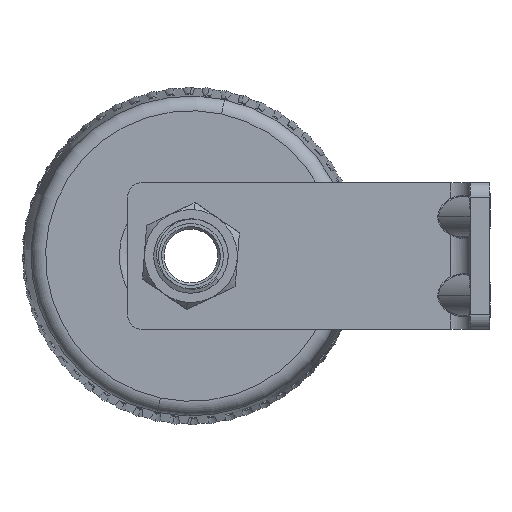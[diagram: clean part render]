
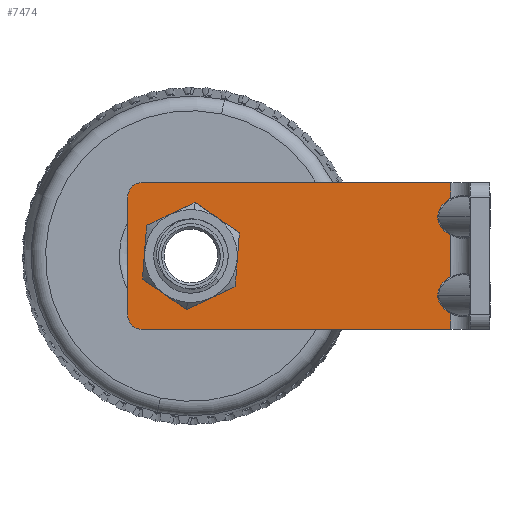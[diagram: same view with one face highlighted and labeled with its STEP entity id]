
A CAD part, front view. The second image highlights one B-rep face of the part: STEP entity #7474.
In plain terms, the highlighted planar face has unit normal (0, -1, 0).
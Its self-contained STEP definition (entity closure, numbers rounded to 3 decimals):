
#50 = CIRCLE ( 'NONE', #5301, 3. ) ;
#56 = DIRECTION ( 'NONE',  ( 0., -1., 0. ) ) ;
#368 = CARTESIAN_POINT ( 'NONE',  ( 0.285, 48.474, 17.152 ) ) ;
#377 = CARTESIAN_POINT ( 'NONE',  ( 2.937, 48.474, 14.887 ) ) ;
#500 = FACE_OUTER_BOUND ( 'NONE', #8195, .T. ) ;
#781 = VERTEX_POINT ( 'NONE', #13267 ) ;
#864 = VERTEX_POINT ( 'NONE', #10068 ) ;
#870 = CIRCLE ( 'NONE', #15759, 3. ) ;
#1100 = VERTEX_POINT ( 'NONE', #377 ) ;
#1126 =( BOUNDED_CURVE ( )  B_SPLINE_CURVE ( 3, ( #1550, #1389, #5538, #4075 ),
 .UNSPECIFIED., .F., .T. ) 
 B_SPLINE_CURVE_WITH_KNOTS ( ( 4, 4 ),
 ( 5.366, 6.283 ),
 .UNSPECIFIED. ) 
 CURVE ( )  GEOMETRIC_REPRESENTATION_ITEM ( )  RATIONAL_B_SPLINE_CURVE ( ( 1., 0.931, 0.931, 1. ) ) 
 REPRESENTATION_ITEM ( '' )  );
#1232 = CARTESIAN_POINT ( 'NONE',  ( -50.142, 48.474, 10.658 ) ) ;
#1389 = CARTESIAN_POINT ( 'NONE',  ( 1.234, 48.474, -0.198 ) ) ;
#1550 = CARTESIAN_POINT ( 'NONE',  ( 2.937, 48.474, -1.113 ) ) ;
#1609 = ORIENTED_EDGE ( 'NONE', *, *, #16082, .F. ) ;
#1662 = EDGE_CURVE ( 'NONE', #3681, #6680, #4316, .T. ) ;
#1690 = VERTEX_POINT ( 'NONE', #11635 ) ;
#1914 = CARTESIAN_POINT ( 'NONE',  ( 2.937, 48.474, 6.43 ) ) ;
#1964 = EDGE_CURVE ( 'NONE', #1100, #6680, #11491, .T. ) ;
#1983 = VECTOR ( 'NONE', #3348, 1000. ) ;
#2347 = CARTESIAN_POINT ( 'NONE',  ( -63.063, 48.474, -1.342 ) ) ;
#2354 = VERTEX_POINT ( 'NONE', #7700 ) ;
#2908 = VERTEX_POINT ( 'NONE', #13877 ) ;
#2958 = CIRCLE ( 'NONE', #13697, 7.75 ) ;
#2988 =( BOUNDED_CURVE ( )  B_SPLINE_CURVE ( 3, ( #12448, #6000, #5915, #11154 ),
 .UNSPECIFIED., .F., .T. ) 
 B_SPLINE_CURVE_WITH_KNOTS ( ( 4, 4 ),
 ( 0., 0.917 ),
 .UNSPECIFIED. ) 
 CURVE ( )  GEOMETRIC_REPRESENTATION_ITEM ( )  RATIONAL_B_SPLINE_CURVE ( ( 1., 0.931, 0.931, 1. ) ) 
 REPRESENTATION_ITEM ( '' )  );
#3096 = CARTESIAN_POINT ( 'NONE',  ( -59.063, 48.474, 25.658 ) ) ;
#3273 = DIRECTION ( 'NONE',  ( -1., 0., 0. ) ) ;
#3305 = CARTESIAN_POINT ( 'NONE',  ( 0.285, 48.474, 18.658 ) ) ;
#3309 = ORIENTED_EDGE ( 'NONE', *, *, #11023, .F. ) ;
#3322 = CARTESIAN_POINT ( 'NONE',  ( -59.063, 48.474, 25.658 ) ) ;
#3348 = DIRECTION ( 'NONE',  ( 0., 0., -1. ) ) ;
#3539 = VECTOR ( 'NONE', #11637, 1000. ) ;
#3617 = CARTESIAN_POINT ( 'NONE',  ( -50.142, 48.474, 10.658 ) ) ;
#3681 = VERTEX_POINT ( 'NONE', #12210 ) ;
#3703 = ORIENTED_EDGE ( 'NONE', *, *, #7588, .T. ) ;
#3820 = VERTEX_POINT ( 'NONE', #14094 ) ;
#3950 = VERTEX_POINT ( 'NONE', #12536 ) ;
#4063 = EDGE_CURVE ( 'NONE', #1100, #3950, #4220, .T. ) ;
#4075 = CARTESIAN_POINT ( 'NONE',  ( 0.285, 48.474, 2.658 ) ) ;
#4130 = DIRECTION ( 'NONE',  ( 0., -1., 0. ) ) ;
#4220 =( BOUNDED_CURVE ( )  B_SPLINE_CURVE ( 3, ( #7036, #8258, #368, #3305 ),
 .UNSPECIFIED., .F., .T. ) 
 B_SPLINE_CURVE_WITH_KNOTS ( ( 4, 4 ),
 ( 5.366, 6.283 ),
 .UNSPECIFIED. ) 
 CURVE ( )  GEOMETRIC_REPRESENTATION_ITEM ( )  RATIONAL_B_SPLINE_CURVE ( ( 1., 0.931, 0.931, 1. ) ) 
 REPRESENTATION_ITEM ( '' )  );
#4316 =( BOUNDED_CURVE ( )  B_SPLINE_CURVE ( 3, ( #13272, #15861, #14482, #10261 ),
 .UNSPECIFIED., .F., .T. ) 
 B_SPLINE_CURVE_WITH_KNOTS ( ( 4, 4 ),
 ( 0., 0.917 ),
 .UNSPECIFIED. ) 
 CURVE ( )  GEOMETRIC_REPRESENTATION_ITEM ( )  RATIONAL_B_SPLINE_CURVE ( ( 1., 0.931, 0.931, 1. ) ) 
 REPRESENTATION_ITEM ( '' )  );
#4402 = CARTESIAN_POINT ( 'NONE',  ( 2.937, 48.474, 25.658 ) ) ;
#4474 = VERTEX_POINT ( 'NONE', #9936 ) ;
#4542 = DIRECTION ( 'NONE',  ( 0., 0., -1. ) ) ;
#4643 = CARTESIAN_POINT ( 'NONE',  ( -50.142, 48.474, 18.408 ) ) ;
#5011 = CARTESIAN_POINT ( 'NONE',  ( -59.063, 48.474, -4.342 ) ) ;
#5301 = AXIS2_PLACEMENT_3D ( 'NONE', #11798, #56, #13337 ) ;
#5405 = CARTESIAN_POINT ( 'NONE',  ( -50.142, 48.474, 2.908 ) ) ;
#5478 = EDGE_CURVE ( 'NONE', #3950, #1690, #2988, .T. ) ;
#5538 = CARTESIAN_POINT ( 'NONE',  ( 0.285, 48.474, 1.152 ) ) ;
#5542 = ORIENTED_EDGE ( 'NONE', *, *, #4063, .T. ) ;
#5600 = VERTEX_POINT ( 'NONE', #2347 ) ;
#5754 = DIRECTION ( 'NONE',  ( -1., 0., 0. ) ) ;
#5915 = CARTESIAN_POINT ( 'NONE',  ( 1.234, 48.474, 21.514 ) ) ;
#6000 = CARTESIAN_POINT ( 'NONE',  ( 0.285, 48.474, 20.164 ) ) ;
#6139 = DIRECTION ( 'NONE',  ( 0., 1., 0. ) ) ;
#6435 = ORIENTED_EDGE ( 'NONE', *, *, #5478, .T. ) ;
#6613 = DIRECTION ( 'NONE',  ( -1., 0., 0. ) ) ;
#6680 = VERTEX_POINT ( 'NONE', #1914 ) ;
#7036 = CARTESIAN_POINT ( 'NONE',  ( 2.937, 48.474, 14.887 ) ) ;
#7092 = DIRECTION ( 'NONE',  ( 0., 1., 0. ) ) ;
#7314 = LINE ( 'NONE', #3322, #15484 ) ;
#7345 = EDGE_CURVE ( 'NONE', #3820, #3681, #1126, .T. ) ;
#7474 = ADVANCED_FACE ( 'NONE', ( #500, #16281 ), #8730, .F. ) ;
#7588 = EDGE_CURVE ( 'NONE', #14024, #9293, #2958, .T. ) ;
#7700 = CARTESIAN_POINT ( 'NONE',  ( 2.937, 48.474, -4.342 ) ) ;
#7927 = EDGE_CURVE ( 'NONE', #9293, #14024, #16725, .T. ) ;
#8195 = EDGE_LOOP ( 'NONE', ( #16055, #10590, #8507, #11807, #5542, #6435, #3309, #1609, #12758, #15699, #10462, #12083 ) ) ;
#8258 = CARTESIAN_POINT ( 'NONE',  ( 1.234, 48.474, 15.802 ) ) ;
#8507 = ORIENTED_EDGE ( 'NONE', *, *, #1662, .T. ) ;
#8518 = LINE ( 'NONE', #14965, #12549 ) ;
#8730 = PLANE ( 'NONE',  #12760 ) ;
#8746 = EDGE_CURVE ( 'NONE', #864, #2354, #16805, .T. ) ;
#8771 = CARTESIAN_POINT ( 'NONE',  ( 2.937, 48.474, 25.658 ) ) ;
#8856 = LINE ( 'NONE', #8771, #15667 ) ;
#9292 = DIRECTION ( 'NONE',  ( 0., 1., 0. ) ) ;
#9293 = VERTEX_POINT ( 'NONE', #4643 ) ;
#9717 = VECTOR ( 'NONE', #17000, 1000. ) ;
#9742 = LINE ( 'NONE', #4402, #1983 ) ;
#9936 = CARTESIAN_POINT ( 'NONE',  ( -60.063, 48.474, 25.658 ) ) ;
#10068 = CARTESIAN_POINT ( 'NONE',  ( -60.063, 48.474, -4.342 ) ) ;
#10261 = CARTESIAN_POINT ( 'NONE',  ( 2.937, 48.474, 6.43 ) ) ;
#10462 = ORIENTED_EDGE ( 'NONE', *, *, #16071, .T. ) ;
#10590 = ORIENTED_EDGE ( 'NONE', *, *, #7345, .T. ) ;
#10680 = CARTESIAN_POINT ( 'NONE',  ( -60.063, 48.474, -1.342 ) ) ;
#11023 = EDGE_CURVE ( 'NONE', #2908, #1690, #8856, .T. ) ;
#11058 = ORIENTED_EDGE ( 'NONE', *, *, #7927, .T. ) ;
#11154 = CARTESIAN_POINT ( 'NONE',  ( 2.937, 48.474, 22.43 ) ) ;
#11380 = DIRECTION ( 'NONE',  ( -1., 0., 0. ) ) ;
#11491 = LINE ( 'NONE', #15546, #9717 ) ;
#11635 = CARTESIAN_POINT ( 'NONE',  ( 2.937, 48.474, 22.43 ) ) ;
#11637 = DIRECTION ( 'NONE',  ( 1., 0., 0. ) ) ;
#11798 = CARTESIAN_POINT ( 'NONE',  ( -60.063, 48.474, 22.658 ) ) ;
#11807 = ORIENTED_EDGE ( 'NONE', *, *, #1964, .F. ) ;
#12083 = ORIENTED_EDGE ( 'NONE', *, *, #8746, .T. ) ;
#12210 = CARTESIAN_POINT ( 'NONE',  ( 0.285, 48.474, 2.658 ) ) ;
#12292 = DIRECTION ( 'NONE',  ( 1., 0., 0. ) ) ;
#12448 = CARTESIAN_POINT ( 'NONE',  ( 0.285, 48.474, 18.658 ) ) ;
#12536 = CARTESIAN_POINT ( 'NONE',  ( 0.285, 48.474, 18.658 ) ) ;
#12549 = VECTOR ( 'NONE', #4542, 1000. ) ;
#12758 = ORIENTED_EDGE ( 'NONE', *, *, #15990, .T. ) ;
#12760 = AXIS2_PLACEMENT_3D ( 'NONE', #3096, #7092, #3273 ) ;
#13267 = CARTESIAN_POINT ( 'NONE',  ( -63.063, 48.474, 22.658 ) ) ;
#13272 = CARTESIAN_POINT ( 'NONE',  ( 0.285, 48.474, 2.658 ) ) ;
#13337 = DIRECTION ( 'NONE',  ( -1., 0., 0. ) ) ;
#13697 = AXIS2_PLACEMENT_3D ( 'NONE', #3617, #6139, #11380 ) ;
#13877 = CARTESIAN_POINT ( 'NONE',  ( 2.937, 48.474, 25.658 ) ) ;
#13994 = DIRECTION ( 'NONE',  ( 0., 0., -1. ) ) ;
#14024 = VERTEX_POINT ( 'NONE', #5405 ) ;
#14094 = CARTESIAN_POINT ( 'NONE',  ( 2.937, 48.474, -1.113 ) ) ;
#14142 = EDGE_LOOP ( 'NONE', ( #3703, #11058 ) ) ;
#14482 = CARTESIAN_POINT ( 'NONE',  ( 1.234, 48.474, 5.514 ) ) ;
#14810 = AXIS2_PLACEMENT_3D ( 'NONE', #1232, #9292, #6613 ) ;
#14936 = EDGE_CURVE ( 'NONE', #781, #5600, #8518, .T. ) ;
#14965 = CARTESIAN_POINT ( 'NONE',  ( -63.063, 48.474, 25.658 ) ) ;
#15484 = VECTOR ( 'NONE', #12292, 1000. ) ;
#15546 = CARTESIAN_POINT ( 'NONE',  ( 2.937, 48.474, 25.658 ) ) ;
#15667 = VECTOR ( 'NONE', #13994, 1000. ) ;
#15699 = ORIENTED_EDGE ( 'NONE', *, *, #14936, .T. ) ;
#15759 = AXIS2_PLACEMENT_3D ( 'NONE', #10680, #4130, #5754 ) ;
#15861 = CARTESIAN_POINT ( 'NONE',  ( 0.285, 48.474, 4.164 ) ) ;
#15990 = EDGE_CURVE ( 'NONE', #4474, #781, #50, .T. ) ;
#16055 = ORIENTED_EDGE ( 'NONE', *, *, #16699, .F. ) ;
#16071 = EDGE_CURVE ( 'NONE', #5600, #864, #870, .T. ) ;
#16082 = EDGE_CURVE ( 'NONE', #4474, #2908, #7314, .T. ) ;
#16281 = FACE_BOUND ( 'NONE', #14142, .T. ) ;
#16699 = EDGE_CURVE ( 'NONE', #3820, #2354, #9742, .T. ) ;
#16725 = CIRCLE ( 'NONE', #14810, 7.75 ) ;
#16805 = LINE ( 'NONE', #5011, #3539 ) ;
#17000 = DIRECTION ( 'NONE',  ( 0., 0., -1. ) ) ;
